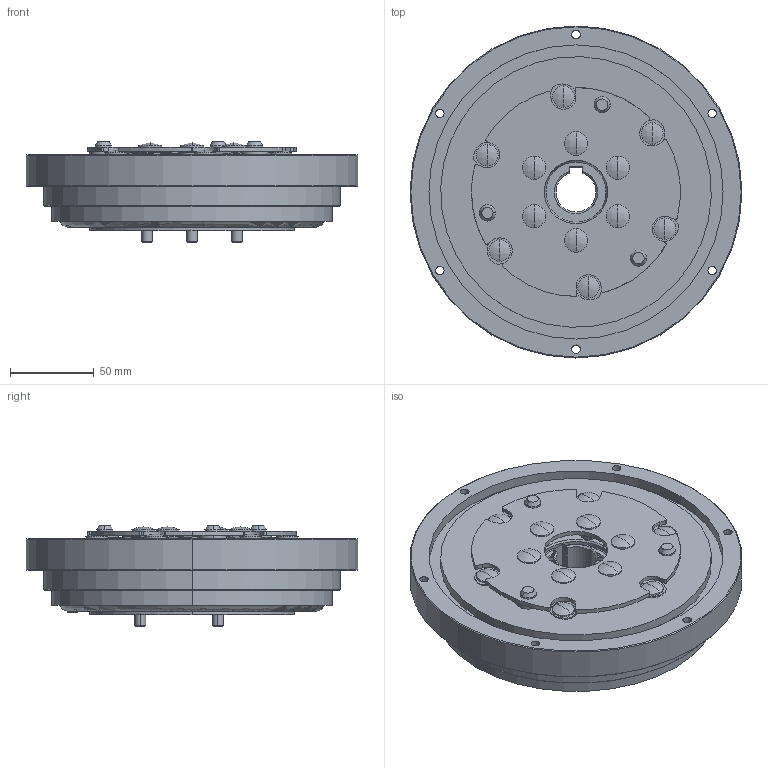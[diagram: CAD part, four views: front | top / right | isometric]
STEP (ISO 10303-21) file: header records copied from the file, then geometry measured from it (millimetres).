
FILE_DESCRIPTION (( 'STEP AP203' ), '1' );
FILE_NAME ('52354300_MAE-17_MGCL.STEP', '2016-03-18T06:30:40', ( '' ), ( '' ), 'SwSTEP 2.0', 'SolidWorks 2014', '' );
FILE_SCHEMA (( 'CONFIG_CONTROL_DESIGN' ));
Length unit declared in the file: millimetre
Products named in the file (1): 52354300_MAE-17_MGCL
Bounding box: 198.6 x 198.6 x 60.51 mm (x, y, z)
Volume: 1101439.5 mm3; surface area: 153739.3 mm2
Topology: 4 solids, 11 shells, 585 faces, 1431 edges, 918 vertices
Faces by surface type: cylinder 292, plane 185, cone 64, sphere 34, torus 10
Entity records: 17720 total; most frequent: DIRECTION 3291, CARTESIAN_POINT 3182, ORIENTED_EDGE 2862, EDGE_CURVE 1431, AXIS2_PLACEMENT_3D 1353, VERTEX_POINT 918, CIRCLE 767, EDGE_LOOP 707
